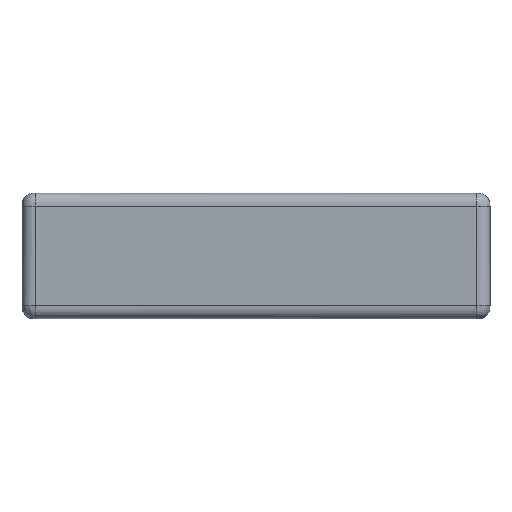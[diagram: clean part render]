
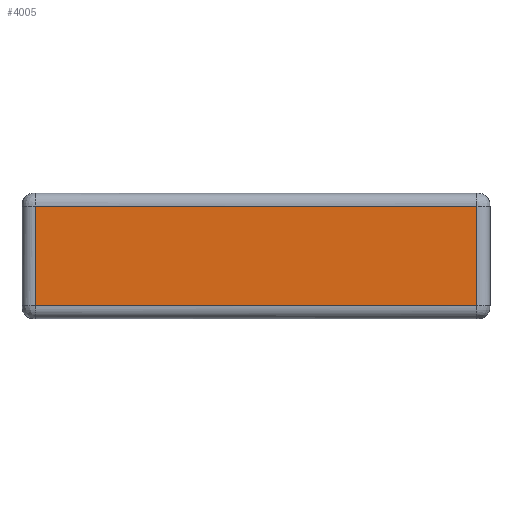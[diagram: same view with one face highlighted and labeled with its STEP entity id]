
A CAD part, left-side view. The second image highlights one B-rep face of the part: STEP entity #4005.
In plain terms, the highlighted planar face has unit normal (-1, 0, 0).
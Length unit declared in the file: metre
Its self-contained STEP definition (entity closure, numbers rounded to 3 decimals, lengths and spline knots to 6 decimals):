
#324=B_SPLINE_CURVE_WITH_KNOTS('',3,(#6284,#6285,#6286,#6287),
 .UNSPECIFIED.,.F.,.F.,(4,4),(0.,1.),.UNSPECIFIED.);
#325=B_SPLINE_CURVE_WITH_KNOTS('',3,(#6290,#6291,#6292,#6293),
 .UNSPECIFIED.,.F.,.F.,(4,4),(0.,1.),.UNSPECIFIED.);
#326=B_SPLINE_CURVE_WITH_KNOTS('',3,(#6295,#6296,#6297,#6298),
 .UNSPECIFIED.,.F.,.F.,(4,4),(0.,1.),.UNSPECIFIED.);
#327=B_SPLINE_CURVE_WITH_KNOTS('',3,(#6300,#6301,#6302,#6303),
 .UNSPECIFIED.,.F.,.F.,(4,4),(0.,1.),.UNSPECIFIED.);
#670=ORIENTED_EDGE('',*,*,#1682,.T.);
#671=ORIENTED_EDGE('',*,*,#1683,.T.);
#672=ORIENTED_EDGE('',*,*,#1684,.T.);
#673=ORIENTED_EDGE('',*,*,#1685,.T.);
#1682=EDGE_CURVE('',#2194,#2195,#324,.T.);
#1683=EDGE_CURVE('',#2195,#2196,#325,.T.);
#1684=EDGE_CURVE('',#2196,#2197,#326,.T.);
#1685=EDGE_CURVE('',#2197,#2194,#327,.T.);
#2194=VERTEX_POINT('',#6288);
#2195=VERTEX_POINT('',#6289);
#2196=VERTEX_POINT('',#6294);
#2197=VERTEX_POINT('',#6299);
#3051=EDGE_LOOP('',(#670,#671,#672,#673));
#3491=FACE_BOUND('',#3051,.T.);
#3893=PLANE('',#4452);
#4005=ADVANCED_FACE('',(#3491),#3893,.F.);
#4452=AXIS2_PLACEMENT_3D('',#6283,#5062,#5063);
#5062=DIRECTION('',(1.,0.,0.));
#5063=DIRECTION('',(0.,0.,-1.));
#6283=CARTESIAN_POINT('',(-0.03535,0.009375,0.019));
#6284=CARTESIAN_POINT('',(-0.03535,0.042775,0.002));
#6285=CARTESIAN_POINT('',(-0.03535,0.020508,0.002));
#6286=CARTESIAN_POINT('',(-0.03535,-0.001758,0.002));
#6287=CARTESIAN_POINT('',(-0.03535,-0.024025,0.002));
#6288=CARTESIAN_POINT('',(-0.03535,0.042775,0.002));
#6289=CARTESIAN_POINT('',(-0.03535,-0.024025,0.002));
#6290=CARTESIAN_POINT('',(-0.03535,-0.024025,0.002));
#6291=CARTESIAN_POINT('',(-0.03535,-0.024025,0.007));
#6292=CARTESIAN_POINT('',(-0.03535,-0.024025,0.012));
#6293=CARTESIAN_POINT('',(-0.03535,-0.024025,0.017));
#6294=CARTESIAN_POINT('',(-0.03535,-0.024025,0.017));
#6295=CARTESIAN_POINT('',(-0.03535,-0.024025,0.017));
#6296=CARTESIAN_POINT('',(-0.03535,-0.001758,0.017));
#6297=CARTESIAN_POINT('',(-0.03535,0.020508,0.017));
#6298=CARTESIAN_POINT('',(-0.03535,0.042775,0.017));
#6299=CARTESIAN_POINT('',(-0.03535,0.042775,0.017));
#6300=CARTESIAN_POINT('',(-0.03535,0.042775,0.017));
#6301=CARTESIAN_POINT('',(-0.03535,0.042775,0.012));
#6302=CARTESIAN_POINT('',(-0.03535,0.042775,0.007));
#6303=CARTESIAN_POINT('',(-0.03535,0.042775,0.002));
